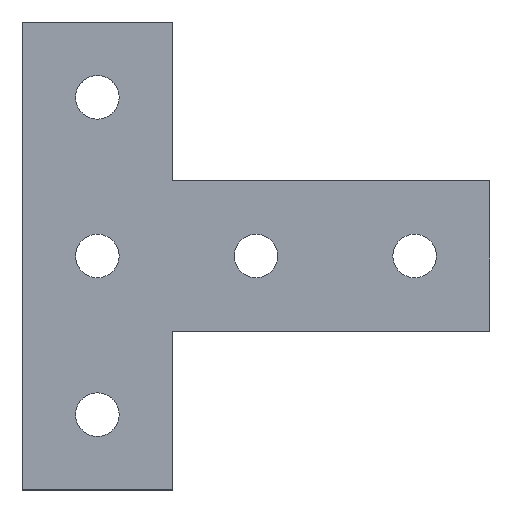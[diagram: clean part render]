
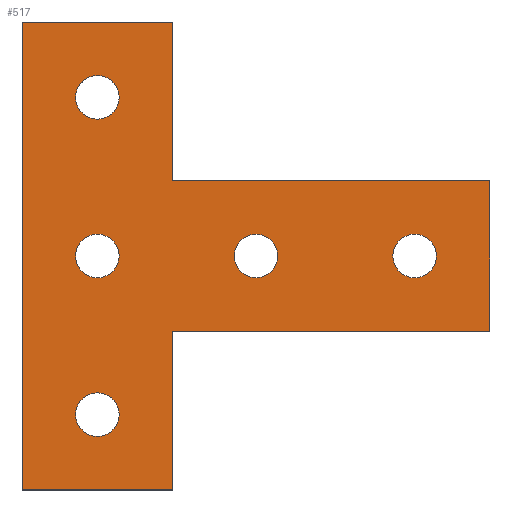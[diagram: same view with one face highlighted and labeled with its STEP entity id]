
A CAD part, top view. The second image highlights one B-rep face of the part: STEP entity #517.
In plain terms, the highlighted planar face has unit normal (0, 0, 1).
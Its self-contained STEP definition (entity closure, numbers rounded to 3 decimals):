
#73=CARTESIAN_POINT('',(5.5,-40.0,4.0));
#74=VERTEX_POINT('',#73);
#75=CARTESIAN_POINT('',(0.,-40.0,4.0));
#76=DIRECTION('',(0.0,0.0,-1.0));
#77=DIRECTION('',(-1.0,0.0,0.0));
#78=AXIS2_PLACEMENT_3D('',#75,#76,#77);
#79=CIRCLE('',#78,5.5);
#80=EDGE_CURVE('',#74,#74,#79,.T.);
#101=CARTESIAN_POINT('',(5.5,40.0,4.0));
#102=VERTEX_POINT('',#101);
#103=CARTESIAN_POINT('',(0.0,40.0,4.0));
#104=DIRECTION('',(0.0,0.0,-1.0));
#105=DIRECTION('',(-1.0,0.0,0.0));
#106=AXIS2_PLACEMENT_3D('',#103,#104,#105);
#107=CIRCLE('',#106,5.5);
#108=EDGE_CURVE('',#102,#102,#107,.T.);
#129=CARTESIAN_POINT('',(85.5,0.,4.0));
#130=VERTEX_POINT('',#129);
#131=CARTESIAN_POINT('',(80.0,0.0,4.0));
#132=DIRECTION('',(0.0,0.0,-1.0));
#133=DIRECTION('',(-1.0,0.0,0.0));
#134=AXIS2_PLACEMENT_3D('',#131,#132,#133);
#135=CIRCLE('',#134,5.5);
#136=EDGE_CURVE('',#130,#130,#135,.T.);
#157=CARTESIAN_POINT('',(45.5,0.,4.0));
#158=VERTEX_POINT('',#157);
#159=CARTESIAN_POINT('',(40.0,0.0,4.0));
#160=DIRECTION('',(0.0,0.0,-1.0));
#161=DIRECTION('',(-1.0,0.0,0.0));
#162=AXIS2_PLACEMENT_3D('',#159,#160,#161);
#163=CIRCLE('',#162,5.5);
#164=EDGE_CURVE('',#158,#158,#163,.T.);
#185=CARTESIAN_POINT('',(5.5,0.,4.0));
#186=VERTEX_POINT('',#185);
#187=CARTESIAN_POINT('',(0.0,0.0,4.0));
#188=DIRECTION('',(0.0,0.0,-1.0));
#189=DIRECTION('',(-1.0,0.0,0.0));
#190=AXIS2_PLACEMENT_3D('',#187,#188,#189);
#191=CIRCLE('',#190,5.5);
#192=EDGE_CURVE('',#186,#186,#191,.T.);
#213=CARTESIAN_POINT('',(-19.,-59.0,4.0));
#214=VERTEX_POINT('',#213);
#215=CARTESIAN_POINT('',(-19.,59.,4.0));
#216=VERTEX_POINT('',#215);
#217=CARTESIAN_POINT('',(-19.,-59.,4.0));
#218=DIRECTION('',(0.0,1.0,0.0));
#219=VECTOR('',#218,118.0);
#220=LINE('',#217,#219);
#221=EDGE_CURVE('',#214,#216,#220,.T.);
#253=CARTESIAN_POINT('',(19.,59.,4.0));
#254=VERTEX_POINT('',#253);
#255=CARTESIAN_POINT('',(-19.,59.,4.0));
#256=DIRECTION('',(1.0,0.0,0.0));
#257=VECTOR('',#256,38.0);
#258=LINE('',#255,#257);
#259=EDGE_CURVE('',#216,#254,#258,.T.);
#284=CARTESIAN_POINT('',(19.,19.,4.0));
#285=VERTEX_POINT('',#284);
#286=CARTESIAN_POINT('',(19.,59.,4.0));
#287=DIRECTION('',(0.0,-1.0,0.0));
#288=VECTOR('',#287,40.0);
#289=LINE('',#286,#288);
#290=EDGE_CURVE('',#254,#285,#289,.T.);
#315=CARTESIAN_POINT('',(99.,19.,4.0));
#316=VERTEX_POINT('',#315);
#317=CARTESIAN_POINT('',(19.,19.,4.0));
#318=DIRECTION('',(1.0,0.0,0.0));
#319=VECTOR('',#318,80.0);
#320=LINE('',#317,#319);
#321=EDGE_CURVE('',#285,#316,#320,.T.);
#346=CARTESIAN_POINT('',(99.,-19.,4.0));
#347=VERTEX_POINT('',#346);
#348=CARTESIAN_POINT('',(99.,19.,4.0));
#349=DIRECTION('',(0.0,-1.0,0.0));
#350=VECTOR('',#349,38.0);
#351=LINE('',#348,#350);
#352=EDGE_CURVE('',#316,#347,#351,.T.);
#377=CARTESIAN_POINT('',(19.,-19.,4.0));
#378=VERTEX_POINT('',#377);
#379=CARTESIAN_POINT('',(99.,-19.,4.0));
#380=DIRECTION('',(-1.0,0.0,0.0));
#381=VECTOR('',#380,80.0);
#382=LINE('',#379,#381);
#383=EDGE_CURVE('',#347,#378,#382,.T.);
#408=CARTESIAN_POINT('',(19.,-59.0,4.0));
#409=VERTEX_POINT('',#408);
#410=CARTESIAN_POINT('',(19.,-19.0,4.0));
#411=DIRECTION('',(0.0,-1.0,0.0));
#412=VECTOR('',#411,40.0);
#413=LINE('',#410,#412);
#414=EDGE_CURVE('',#378,#409,#413,.T.);
#439=CARTESIAN_POINT('',(19.,-59.0,4.0));
#440=DIRECTION('',(-1.0,0.0,0.0));
#441=VECTOR('',#440,38.0);
#442=LINE('',#439,#441);
#443=EDGE_CURVE('',#409,#214,#442,.T.);
#487=CARTESIAN_POINT('',(26.441,0.,4.0));
#488=DIRECTION('',(0.0,0.0,1.0));
#489=DIRECTION('',(1.0,0.0,0.0));
#490=AXIS2_PLACEMENT_3D('',#487,#488,#489);
#491=PLANE('',#490);
#492=ORIENTED_EDGE('',*,*,#221,.F.);
#493=ORIENTED_EDGE('',*,*,#443,.F.);
#494=ORIENTED_EDGE('',*,*,#414,.F.);
#495=ORIENTED_EDGE('',*,*,#383,.F.);
#496=ORIENTED_EDGE('',*,*,#352,.F.);
#497=ORIENTED_EDGE('',*,*,#321,.F.);
#498=ORIENTED_EDGE('',*,*,#290,.F.);
#499=ORIENTED_EDGE('',*,*,#259,.F.);
#500=EDGE_LOOP('',(#492,#493,#494,#495,#496,#497,#498,#499));
#501=FACE_OUTER_BOUND('',#500,.T.);
#502=ORIENTED_EDGE('',*,*,#80,.T.);
#503=EDGE_LOOP('',(#502));
#504=FACE_BOUND('',#503,.T.);
#505=ORIENTED_EDGE('',*,*,#108,.T.);
#506=EDGE_LOOP('',(#505));
#507=FACE_BOUND('',#506,.T.);
#508=ORIENTED_EDGE('',*,*,#136,.T.);
#509=EDGE_LOOP('',(#508));
#510=FACE_BOUND('',#509,.T.);
#511=ORIENTED_EDGE('',*,*,#164,.T.);
#512=EDGE_LOOP('',(#511));
#513=FACE_BOUND('',#512,.T.);
#514=ORIENTED_EDGE('',*,*,#192,.T.);
#515=EDGE_LOOP('',(#514));
#516=FACE_BOUND('',#515,.T.);
#517=ADVANCED_FACE('',(#501,#504,#507,#510,#513,#516),#491,.T.);
